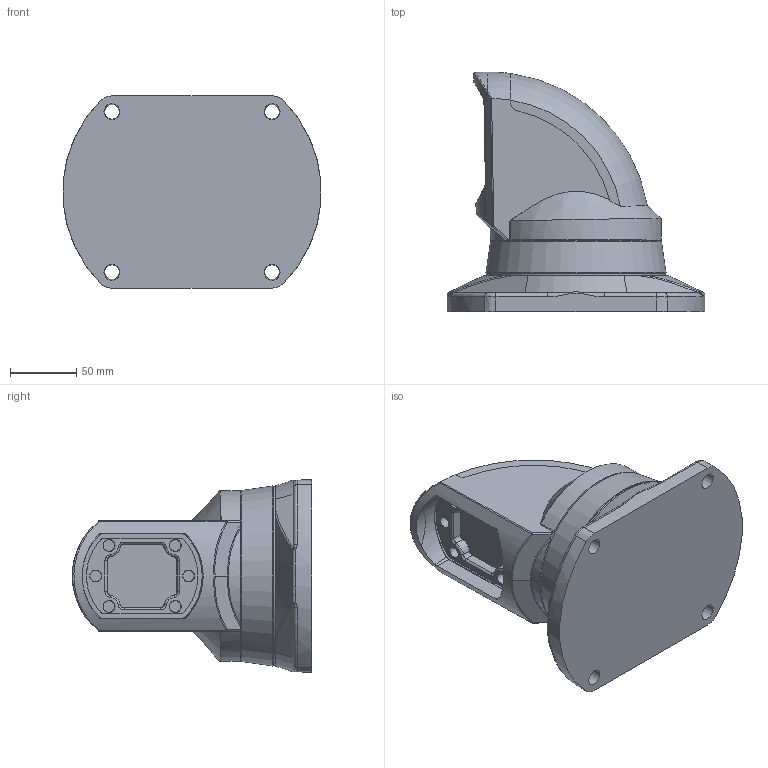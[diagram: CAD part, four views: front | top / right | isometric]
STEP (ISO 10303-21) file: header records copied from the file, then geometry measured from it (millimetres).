
FILE_DESCRIPTION (( 'STEP AP214' ), '1' );
FILE_NAME ('49476620_r_defeature.STEP', '2019-06-26T13:50:50', ( 'Admin' ), ( 'Hewlett-Packard Company' ), 'SwSTEP 2.0', 'SolidWorks 2018', '' );
FILE_SCHEMA (( 'AUTOMOTIVE_DESIGN' ));
Length unit declared in the file: millimetre
Products named in the file (1): 49476620_r_defeature
Bounding box: 194.32 x 180.69 x 145 mm (x, y, z)
Volume: 1895956.9 mm3; surface area: 120683.3 mm2
Topology: 1 solids, 2 shells, 270 faces, 664 edges, 410 vertices
Faces by surface type: bspline 94, plane 78, cylinder 37, cone 34, torus 22, sphere 5
Full cylindrical faces by diameter (mm): 126 x1, 135 x1
Entity records: 11702 total; most frequent: CARTESIAN_POINT 6078, ORIENTED_EDGE 1280, DIRECTION 908, EDGE_CURVE 640, VERTEX_POINT 409, AXIS2_PLACEMENT_3D 362, EDGE_LOOP 313, FACE_OUTER_BOUND 275
